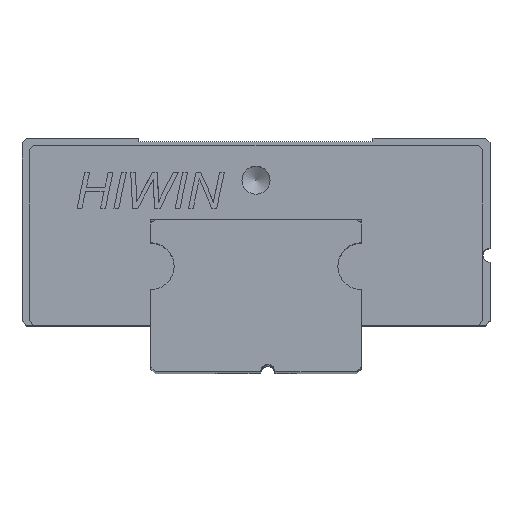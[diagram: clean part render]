
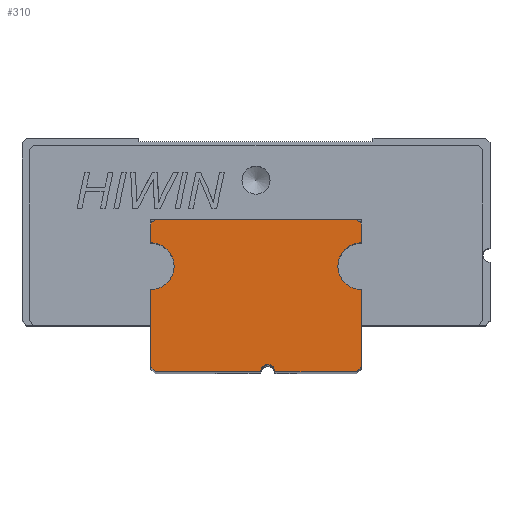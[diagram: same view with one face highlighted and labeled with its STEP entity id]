
A CAD part, top view. The second image highlights one B-rep face of the part: STEP entity #310.
In plain terms, the highlighted planar face has unit normal (0, 0, 1).
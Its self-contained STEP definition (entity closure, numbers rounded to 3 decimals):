
#170=PLANE('',#4066);
#310=ADVANCED_FACE('',(#547),#170,.F.);
#547=FACE_OUTER_BOUND('',#754,.T.);
#754=EDGE_LOOP('',(#1404,#1405,#1406,#1407,#1408,#1409,#1410,#1411,#1412,
#1413,#1414,#1415,#1416,#1417));
#993=CIRCLE('',#4046,0.3);
#998=CIRCLE('',#4054,1.);
#1003=CIRCLE('',#4063,1.);
#1404=ORIENTED_EDGE('',*,*,#2888,.T.);
#1405=ORIENTED_EDGE('',*,*,#2919,.T.);
#1406=ORIENTED_EDGE('',*,*,#2892,.T.);
#1407=ORIENTED_EDGE('',*,*,#2898,.T.);
#1408=ORIENTED_EDGE('',*,*,#2901,.T.);
#1409=ORIENTED_EDGE('',*,*,#2920,.T.);
#1410=ORIENTED_EDGE('',*,*,#2907,.T.);
#1411=ORIENTED_EDGE('',*,*,#2921,.T.);
#1412=ORIENTED_EDGE('',*,*,#2909,.T.);
#1413=ORIENTED_EDGE('',*,*,#2915,.T.);
#1414=ORIENTED_EDGE('',*,*,#2918,.T.);
#1415=ORIENTED_EDGE('',*,*,#2922,.T.);
#1416=ORIENTED_EDGE('',*,*,#2876,.T.);
#1417=ORIENTED_EDGE('',*,*,#2885,.T.);
#2485=VERTEX_POINT('',#5155);
#2486=VERTEX_POINT('',#5156);
#2490=VERTEX_POINT('',#5199);
#2492=VERTEX_POINT('',#5205);
#2493=VERTEX_POINT('',#5212);
#2494=VERTEX_POINT('',#5213);
#2498=VERTEX_POINT('',#5223);
#2500=VERTEX_POINT('',#5229);
#2506=VERTEX_POINT('',#5242);
#2507=VERTEX_POINT('',#5244);
#2508=VERTEX_POINT('',#5248);
#2509=VERTEX_POINT('',#5249);
#2513=VERTEX_POINT('',#5259);
#2515=VERTEX_POINT('',#5265);
#2876=EDGE_CURVE('',#2485,#2486,#3438,.T.);
#2885=EDGE_CURVE('',#2486,#2490,#993,.T.);
#2888=EDGE_CURVE('',#2490,#2492,#3445,.T.);
#2892=EDGE_CURVE('',#2493,#2494,#3446,.T.);
#2898=EDGE_CURVE('',#2494,#2498,#998,.T.);
#2901=EDGE_CURVE('',#2498,#2500,#3453,.T.);
#2907=EDGE_CURVE('',#2507,#2506,#3456,.T.);
#2909=EDGE_CURVE('',#2508,#2509,#3458,.T.);
#2915=EDGE_CURVE('',#2509,#2513,#1003,.T.);
#2918=EDGE_CURVE('',#2513,#2515,#3465,.T.);
#2919=EDGE_CURVE('',#2492,#2493,#3466,.T.);
#2920=EDGE_CURVE('',#2500,#2507,#3467,.T.);
#2921=EDGE_CURVE('',#2506,#2508,#3468,.T.);
#2922=EDGE_CURVE('',#2515,#2485,#3469,.T.);
#3438=LINE('',#5154,#3713);
#3445=LINE('',#5206,#3720);
#3446=LINE('',#5211,#3721);
#3453=LINE('',#5230,#3728);
#3456=LINE('',#5243,#3731);
#3458=LINE('',#5247,#3733);
#3465=LINE('',#5266,#3740);
#3466=LINE('',#5268,#3741);
#3467=LINE('',#5269,#3742);
#3468=LINE('',#5270,#3743);
#3469=LINE('',#5271,#3744);
#3713=VECTOR('',#4256,1.);
#3720=VECTOR('',#4275,1.);
#3721=VECTOR('',#4284,1.);
#3728=VECTOR('',#4299,1.);
#3731=VECTOR('',#4310,1.);
#3733=VECTOR('',#4314,1.);
#3740=VECTOR('',#4329,1.);
#3741=VECTOR('',#4332,1.);
#3742=VECTOR('',#4333,1.);
#3743=VECTOR('',#4334,1.);
#3744=VECTOR('',#4335,1.);
#4046=AXIS2_PLACEMENT_3D('',#5200,#4269,#4270);
#4054=AXIS2_PLACEMENT_3D('',#5224,#4293,#4294);
#4063=AXIS2_PLACEMENT_3D('',#5260,#4323,#4324);
#4066=AXIS2_PLACEMENT_3D('',#5272,#4336,#4337);
#4256=DIRECTION('',(1.,0.,0.));
#4269=DIRECTION('',(0.,0.,-1.));
#4270=DIRECTION('',(1.,0.,0.));
#4275=DIRECTION('',(1.,0.,0.));
#4284=DIRECTION('',(0.,1.,0.));
#4293=DIRECTION('',(0.,0.,-1.));
#4294=DIRECTION('',(1.,0.,0.));
#4299=DIRECTION('',(0.,1.,0.));
#4310=DIRECTION('',(-1.,0.,0.));
#4314=DIRECTION('',(0.,-1.,0.));
#4323=DIRECTION('',(0.,0.,-1.));
#4324=DIRECTION('',(1.,0.,0.));
#4329=DIRECTION('',(0.,-1.,0.));
#4332=DIRECTION('',(0.707,0.707,0.));
#4333=DIRECTION('',(-0.707,0.707,0.));
#4334=DIRECTION('',(-0.707,-0.707,0.));
#4335=DIRECTION('',(0.707,-0.707,0.));
#4336=DIRECTION('',(0.,0.,-1.));
#4337=DIRECTION('',(-1.,0.,0.));
#5154=CARTESIAN_POINT('',(-4.5,0.,27.5));
#5155=CARTESIAN_POINT('',(-4.3,0.,27.5));
#5156=CARTESIAN_POINT('',(0.2,0.,27.5));
#5199=CARTESIAN_POINT('',(0.8,0.,27.5));
#5200=CARTESIAN_POINT('',(0.5,0.,27.5));
#5205=CARTESIAN_POINT('',(4.3,0.,27.5));
#5206=CARTESIAN_POINT('',(0.8,0.,27.5));
#5211=CARTESIAN_POINT('',(4.5,0.,27.5));
#5212=CARTESIAN_POINT('',(4.5,0.2,27.5));
#5213=CARTESIAN_POINT('',(4.5,3.5,27.5));
#5223=CARTESIAN_POINT('',(4.5,5.5,27.5));
#5224=CARTESIAN_POINT('',(4.5,4.5,27.5));
#5229=CARTESIAN_POINT('',(4.5,6.3,27.5));
#5230=CARTESIAN_POINT('',(4.5,5.5,27.5));
#5242=CARTESIAN_POINT('',(-4.3,6.5,27.5));
#5243=CARTESIAN_POINT('',(4.5,6.5,27.5));
#5244=CARTESIAN_POINT('',(4.3,6.5,27.5));
#5247=CARTESIAN_POINT('',(-4.5,6.5,27.5));
#5248=CARTESIAN_POINT('',(-4.5,6.3,27.5));
#5249=CARTESIAN_POINT('',(-4.5,5.5,27.5));
#5259=CARTESIAN_POINT('',(-4.5,3.5,27.5));
#5260=CARTESIAN_POINT('',(-4.5,4.5,27.5));
#5265=CARTESIAN_POINT('',(-4.5,0.2,27.5));
#5266=CARTESIAN_POINT('',(-4.5,3.5,27.5));
#5268=CARTESIAN_POINT('',(4.5,0.2,27.5));
#5269=CARTESIAN_POINT('',(4.3,6.5,27.5));
#5270=CARTESIAN_POINT('',(-4.5,6.3,27.5));
#5271=CARTESIAN_POINT('',(-4.3,0.,27.5));
#5272=CARTESIAN_POINT('',(0.5,0.,27.5));
